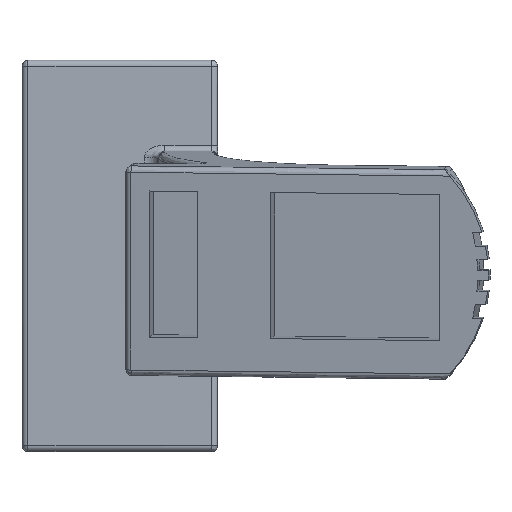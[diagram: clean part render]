
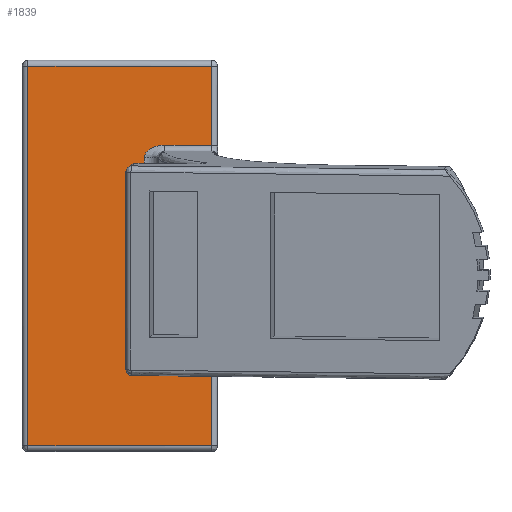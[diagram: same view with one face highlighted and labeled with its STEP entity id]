
A CAD part, top view. The second image highlights one B-rep face of the part: STEP entity #1839.
In plain terms, the highlighted free-form (B-spline) face has degree [1, 1] with [2, 2] control points.
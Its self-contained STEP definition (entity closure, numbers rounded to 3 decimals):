
#1791 = VERTEX_POINT('',#1792);
#1792 = CARTESIAN_POINT('',(49.419,49.419,
    23.563));
#1821 = VERTEX_POINT('',#1822);
#1822 = CARTESIAN_POINT('',(1.528,49.419,23.563
    ));
#1828 = EDGE_CURVE('',#1791,#1821,#1829,.T.);
#1829 = B_SPLINE_CURVE_WITH_KNOTS('',1,(#1830,#1831),.UNSPECIFIED.,.F.,
  .F.,(2,2),(0.,37.6),.PIECEWISE_BEZIER_KNOTS.);
#1830 = CARTESIAN_POINT('',(49.419,49.419,
    23.563));
#1831 = CARTESIAN_POINT('',(1.528,49.419,23.563
    ));
#1839 = ADVANCED_FACE('',(#1840),#1933,.T.);
#1840 = FACE_BOUND('',#1841,.F.);
#1841 = EDGE_LOOP('',(#1842,#1855,#1871,#1878,#1885,#1892,#1897,#1898,
    #1905,#1912,#1928));
#1842 = ORIENTED_EDGE('',*,*,#1843,.T.);
#1843 = EDGE_CURVE('',#1844,#1846,#1848,.T.);
#1844 = VERTEX_POINT('',#1845);
#1845 = CARTESIAN_POINT('',(31.842,16.291,
    23.563));
#1846 = VERTEX_POINT('',#1847);
#1847 = CARTESIAN_POINT('',(31.963,-26.394,
    23.563));
#1848 = B_SPLINE_CURVE_WITH_KNOTS('',3,(#1849,#1850,#1851,#1852,#1853,
    #1854),.UNSPECIFIED.,.F.,.F.,(4,1,1,4),(0.,0.333,
    0.667,1.),.UNSPECIFIED.);
#1849 = CARTESIAN_POINT('',(31.842,16.291,
    23.563));
#1850 = CARTESIAN_POINT('',(31.842,11.301,
    23.563));
#1851 = CARTESIAN_POINT('',(31.852,1.487,
    23.563));
#1852 = CARTESIAN_POINT('',(31.893,-12.575,
    23.563));
#1853 = CARTESIAN_POINT('',(31.937,-21.825,
    23.563));
#1854 = CARTESIAN_POINT('',(31.963,-26.394,
    23.563));
#1855 = ORIENTED_EDGE('',*,*,#1856,.T.);
#1856 = EDGE_CURVE('',#1846,#1857,#1859,.T.);
#1857 = VERTEX_POINT('',#1858);
#1858 = CARTESIAN_POINT('',(37.219,-29.262,
    23.563));
#1859 = B_SPLINE_CURVE_WITH_KNOTS('',3,(#1860,#1861,#1862,#1863,#1864,
    #1865,#1866,#1867,#1868,#1869,#1870),.UNSPECIFIED.,.F.,.F.,(4,1,1,1,
    1,1,1,1,4),(0.,0.125,0.25,0.375,0.5,0.625,0.75,0.875,1.),
  .QUASI_UNIFORM_KNOTS.);
#1860 = CARTESIAN_POINT('',(31.963,-26.394,
    23.563));
#1861 = CARTESIAN_POINT('',(31.964,-26.563,
    23.563));
#1862 = CARTESIAN_POINT('',(32.009,-26.906,
    23.563));
#1863 = CARTESIAN_POINT('',(32.228,-27.44,
    23.563));
#1864 = CARTESIAN_POINT('',(32.619,-27.979,
    23.563));
#1865 = CARTESIAN_POINT('',(33.186,-28.484,
    23.563));
#1866 = CARTESIAN_POINT('',(33.946,-28.917,
    23.563));
#1867 = CARTESIAN_POINT('',(34.882,-29.215,
    23.563));
#1868 = CARTESIAN_POINT('',(36.027,-29.325,
    23.563));
#1869 = CARTESIAN_POINT('',(36.81,-29.262,
    23.563));
#1870 = CARTESIAN_POINT('',(37.219,-29.262,
    23.563));
#1871 = ORIENTED_EDGE('',*,*,#1872,.F.);
#1872 = EDGE_CURVE('',#1873,#1857,#1875,.T.);
#1873 = VERTEX_POINT('',#1874);
#1874 = CARTESIAN_POINT('',(49.419,-29.262,
    23.563));
#1875 = B_SPLINE_CURVE_WITH_KNOTS('',1,(#1876,#1877),.UNSPECIFIED.,.F.,
  .F.,(2,2),(0.,9.579),.PIECEWISE_BEZIER_KNOTS.);
#1876 = CARTESIAN_POINT('',(49.419,-29.262,
    23.563));
#1877 = CARTESIAN_POINT('',(37.219,-29.262,
    23.563));
#1878 = ORIENTED_EDGE('',*,*,#1879,.T.);
#1879 = EDGE_CURVE('',#1873,#1880,#1882,.T.);
#1880 = VERTEX_POINT('',#1881);
#1881 = CARTESIAN_POINT('',(49.419,-49.419,
    23.563));
#1882 = B_SPLINE_CURVE_WITH_KNOTS('',1,(#1883,#1884),.UNSPECIFIED.,.F.,
  .F.,(2,2),(0.,15.826),.PIECEWISE_BEZIER_KNOTS.);
#1883 = CARTESIAN_POINT('',(49.419,-29.262,
    23.563));
#1884 = CARTESIAN_POINT('',(49.419,-49.419,
    23.563));
#1885 = ORIENTED_EDGE('',*,*,#1886,.T.);
#1886 = EDGE_CURVE('',#1880,#1887,#1889,.T.);
#1887 = VERTEX_POINT('',#1888);
#1888 = CARTESIAN_POINT('',(1.528,-49.419,23.563)
  );
#1889 = B_SPLINE_CURVE_WITH_KNOTS('',1,(#1890,#1891),.UNSPECIFIED.,.F.,
  .F.,(2,2),(0.,37.6),.PIECEWISE_BEZIER_KNOTS.);
#1890 = CARTESIAN_POINT('',(49.419,-49.419,
    23.563));
#1891 = CARTESIAN_POINT('',(1.528,-49.419,23.563)
  );
#1892 = ORIENTED_EDGE('',*,*,#1893,.T.);
#1893 = EDGE_CURVE('',#1887,#1821,#1894,.T.);
#1894 = B_SPLINE_CURVE_WITH_KNOTS('',1,(#1895,#1896),.UNSPECIFIED.,.F.,
  .F.,(2,2),(0.,77.6),.PIECEWISE_BEZIER_KNOTS.);
#1895 = CARTESIAN_POINT('',(1.528,-49.419,23.563)
  );
#1896 = CARTESIAN_POINT('',(1.528,49.419,23.563
    ));
#1897 = ORIENTED_EDGE('',*,*,#1828,.F.);
#1898 = ORIENTED_EDGE('',*,*,#1899,.T.);
#1899 = EDGE_CURVE('',#1791,#1900,#1902,.T.);
#1900 = VERTEX_POINT('',#1901);
#1901 = CARTESIAN_POINT('',(49.419,28.785,
    23.563));
#1902 = B_SPLINE_CURVE_WITH_KNOTS('',1,(#1903,#1904),.UNSPECIFIED.,.F.,
  .F.,(2,2),(0.,16.2),.PIECEWISE_BEZIER_KNOTS.);
#1903 = CARTESIAN_POINT('',(49.419,49.419,
    23.563));
#1904 = CARTESIAN_POINT('',(49.419,28.785,
    23.563));
#1905 = ORIENTED_EDGE('',*,*,#1906,.F.);
#1906 = EDGE_CURVE('',#1907,#1900,#1909,.T.);
#1907 = VERTEX_POINT('',#1908);
#1908 = CARTESIAN_POINT('',(37.192,28.785,
    23.563));
#1909 = B_SPLINE_CURVE_WITH_KNOTS('',1,(#1910,#1911),.UNSPECIFIED.,.F.,
  .F.,(2,2),(0.,9.6),.PIECEWISE_BEZIER_KNOTS.);
#1910 = CARTESIAN_POINT('',(37.192,28.785,
    23.563));
#1911 = CARTESIAN_POINT('',(49.419,28.785,
    23.563));
#1912 = ORIENTED_EDGE('',*,*,#1913,.T.);
#1913 = EDGE_CURVE('',#1907,#1914,#1916,.T.);
#1914 = VERTEX_POINT('',#1915);
#1915 = CARTESIAN_POINT('',(31.842,25.516,
    23.563));
#1916 = B_SPLINE_CURVE_WITH_KNOTS('',3,(#1917,#1918,#1919,#1920,#1921,
    #1922,#1923,#1924,#1925,#1926,#1927),.UNSPECIFIED.,.F.,.F.,(4,1,1,1,
    1,1,1,1,4),(0.,0.125,0.25,0.375,0.5,0.625,0.75,0.875,1.),
  .QUASI_UNIFORM_KNOTS.);
#1917 = CARTESIAN_POINT('',(37.192,28.785,
    23.563));
#1918 = CARTESIAN_POINT('',(36.727,28.785,
    23.563));
#1919 = CARTESIAN_POINT('',(35.859,28.781,
    23.563));
#1920 = CARTESIAN_POINT('',(34.731,28.543,
    23.563));
#1921 = CARTESIAN_POINT('',(33.807,28.158,
    23.563));
#1922 = CARTESIAN_POINT('',(33.065,27.684,
    23.563));
#1923 = CARTESIAN_POINT('',(32.497,27.156,23.563
    ));
#1924 = CARTESIAN_POINT('',(32.104,26.599,
    23.563));
#1925 = CARTESIAN_POINT('',(31.887,26.05,
    23.563));
#1926 = CARTESIAN_POINT('',(31.842,25.693,
    23.563));
#1927 = CARTESIAN_POINT('',(31.842,25.516,
    23.563));
#1928 = ORIENTED_EDGE('',*,*,#1929,.T.);
#1929 = EDGE_CURVE('',#1914,#1844,#1930,.T.);
#1930 = B_SPLINE_CURVE_WITH_KNOTS('',1,(#1931,#1932),.UNSPECIFIED.,.F.,
  .F.,(2,2),(0.,7.243),.PIECEWISE_BEZIER_KNOTS.);
#1931 = CARTESIAN_POINT('',(31.842,25.516,
    23.563));
#1932 = CARTESIAN_POINT('',(31.842,16.291,
    23.563));
#1933 = B_SPLINE_SURFACE_WITH_KNOTS('',1,1,(
    (#1934,#1935)
    ,(#1936,#1937
    )),.UNSPECIFIED.,.F.,.F.,.F.,(2,2),(2,2),(1.2,78.8),(1.2,38.8),
  .PIECEWISE_BEZIER_KNOTS.);
#1934 = CARTESIAN_POINT('',(1.528,49.419,23.563
    ));
#1935 = CARTESIAN_POINT('',(49.419,49.419,
    23.563));
#1936 = CARTESIAN_POINT('',(1.528,-49.419,23.563)
  );
#1937 = CARTESIAN_POINT('',(49.419,-49.419,
    23.563));
